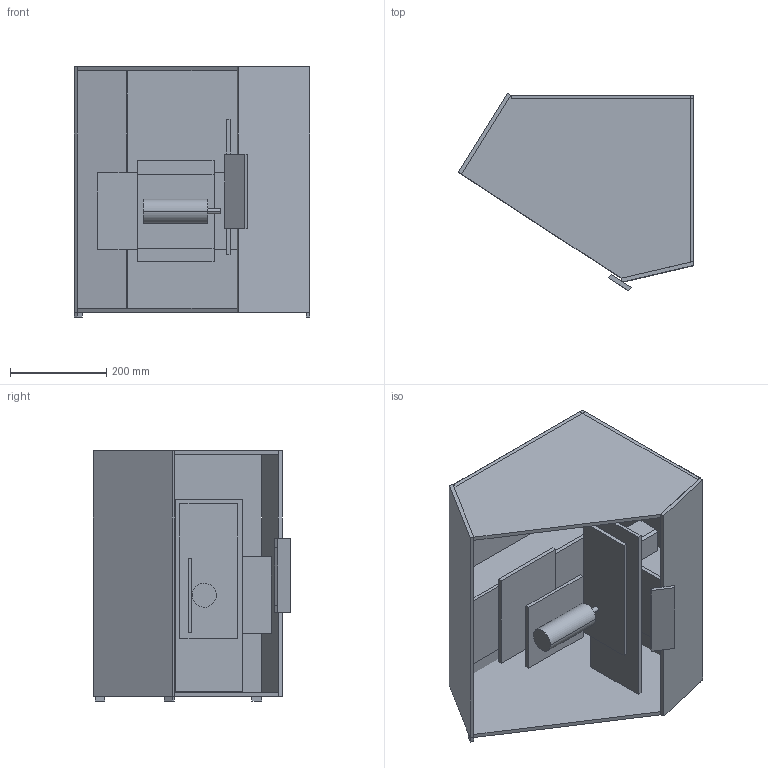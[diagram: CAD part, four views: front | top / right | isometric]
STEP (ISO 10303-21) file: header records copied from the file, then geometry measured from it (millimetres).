
FILE_DESCRIPTION(/* description */ (''),/* implementation_level */ '2;1');
FILE_NAME(/* name */ 'HEDY-P~1',/* time_stamp */ '2018-08-22T16:45:26+02:00',/* author */ (''),/* organization */ (''),/* preprocessor_version */ 'ST-DEVELOPER v15',/* originating_system */ '',/* authorisation */ '');
FILE_SCHEMA (('AUTOMOTIVE_DESIGN'));
Length unit declared in the file: millimetre
Products named in the file (1): Document
Bounding box: 490 x 410.83 x 520 mm (x, y, z)
Volume: 10530758.2 mm3; surface area: 2627627.4 mm2
Topology: 25 solids, 26 shells, 179 faces, 400 edges, 272 vertices
Faces by surface type: plane 174, bspline 5
Entity records: 4897 total; most frequent: CARTESIAN_POINT 1906, ORIENTED_EDGE 768, B_SPLINE_CURVE_WITH_KNOTS 392, EDGE_CURVE 384, VERTEX_POINT 256, EDGE_LOOP 182, ADVANCED_FACE 180, FACE_OUTER_BOUND 180
